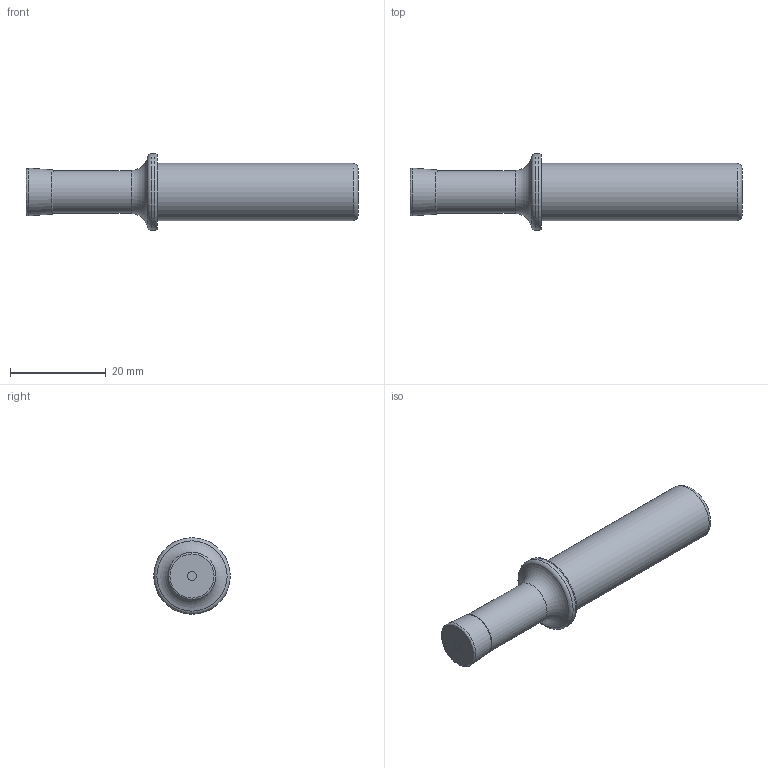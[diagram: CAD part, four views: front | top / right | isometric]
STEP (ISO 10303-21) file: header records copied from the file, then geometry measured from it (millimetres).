
FILE_DESCRIPTION(/* description */ (''),/* implementation_level */ '2;1');
FILE_NAME(/* name */ 'AEKR-D2.25X10 XC.. 050204.stp',/* time_stamp */ '2023-10-27T17:20:11+03:00',/* author */ (''),/* organization */ (''),/* preprocessor_version */ 'ST-DEVELOPER v19.4',/* originating_system */ 'SIEMENS PLM Software NX2306.3001',/* authorisation */ '');
FILE_SCHEMA (('AUTOMOTIVE_DESIGN { 1 0 10303 214 3 1 1 1 }'));
Length unit declared in the file: millimetre
Products named in the file (1): AEKR-D2.25X10 XC.. 050204_XT
Bounding box: 69.5 x 16 x 16 mm (x, y, z)
Volume: 7232.6 mm3; surface area: 3028.9 mm2
Topology: 2 solids, 3 shells, 20 faces, 34 edges, 21 vertices
Faces by surface type: plane 7, torus 5, revolution 4, cylinder 3, cone 1
Full cylindrical faces by diameter (mm): 9 x1, 12 x1, 16 x1
Entity records: 416 total; most frequent: DIRECTION 79, CARTESIAN_POINT 59, AXIS2_PLACEMENT_3D 37, EDGE_LOOP 34, ORIENTED_EDGE 34, FACE_BOUND 28, ADVANCED_FACE 20, CIRCLE 20
